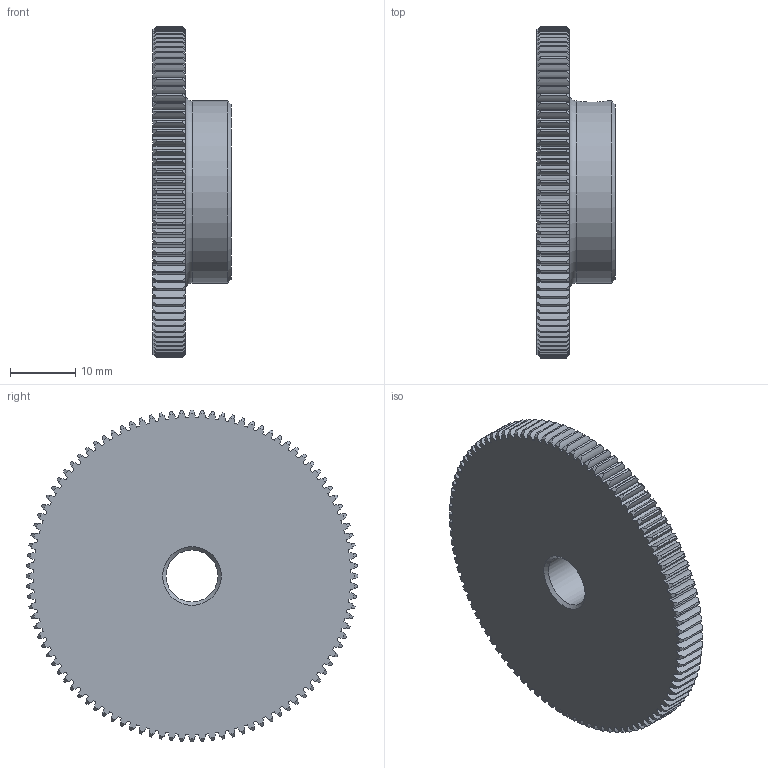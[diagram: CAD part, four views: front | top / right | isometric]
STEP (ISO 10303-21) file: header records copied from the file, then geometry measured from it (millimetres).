
FILE_DESCRIPTION( ( 'STEP AP203' ), '1' );
FILE_NAME( 'SS0.5-100A_On.stp', '2020-09-08T06:28:30', ( 'License CC BY-ND 4.0' ), ( 'CADENAS' ), ' ', 'PARTsolutions', ' ' );
FILE_SCHEMA( ( 'CONFIG_CONTROL_DESIGN' ) );
Length unit declared in the file: millimetre
Products named in the file (1): _SS0.5-100A_On
Bounding box: 12 x 51 x 51 mm (x, y, z)
Volume: 13328.3 mm3; surface area: 6274.4 mm2
Topology: 1 solids, 1 shells, 614 faces, 1827 edges, 1215 vertices
Faces by surface type: cylinder 405, cone 205, plane 3, torus 1
Full cylindrical faces by diameter (mm): 4.134 x1, 8 x1, 28 x1
Entity records: 21642 total; most frequent: CARTESIAN_POINT 4959, DIRECTION 3654, ORIENTED_EDGE 3630, EDGE_CURVE 1815, AXIS2_PLACEMENT_3D 1627, VERTEX_POINT 1212, CIRCLE 1012, EDGE_LOOP 627
